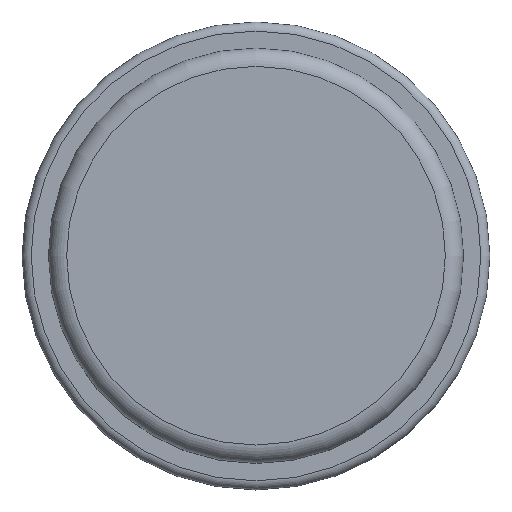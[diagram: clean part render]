
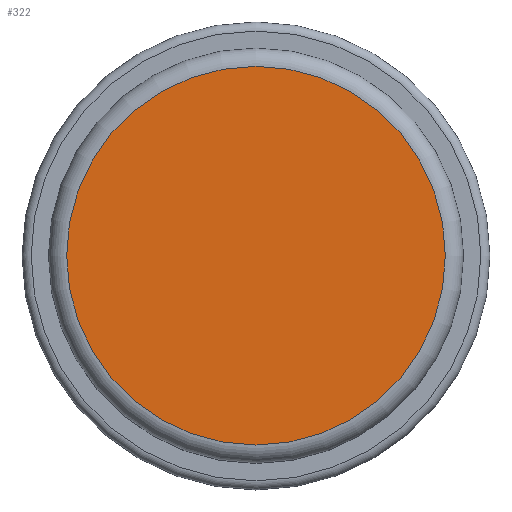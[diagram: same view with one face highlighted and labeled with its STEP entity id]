
A CAD part, top view. The second image highlights one B-rep face of the part: STEP entity #322.
In plain terms, the highlighted planar face has unit normal (0, 0, 1).
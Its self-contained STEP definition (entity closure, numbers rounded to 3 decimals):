
#126 = VERTEX_POINT('',#127);
#127 = CARTESIAN_POINT('',(0.,5.2,12.15));
#136 = EDGE_CURVE('',#126,#126,#137,.T.);
#137 = CIRCLE('',#138,5.2);
#138 = AXIS2_PLACEMENT_3D('',#139,#140,#141);
#139 = CARTESIAN_POINT('',(0.,0.,12.15));
#140 = DIRECTION('',(0.,-0.,1.));
#141 = DIRECTION('',(0.,1.,0.));
#322 = ADVANCED_FACE('',(#323),#326,.T.);
#323 = FACE_BOUND('',#324,.T.);
#324 = EDGE_LOOP('',(#325));
#325 = ORIENTED_EDGE('',*,*,#136,.T.);
#326 = PLANE('',#327);
#327 = AXIS2_PLACEMENT_3D('',#328,#329,#330);
#328 = CARTESIAN_POINT('',(0.,0.,12.15));
#329 = DIRECTION('',(0.,0.,1.));
#330 = DIRECTION('',(-1.,0.,0.));
